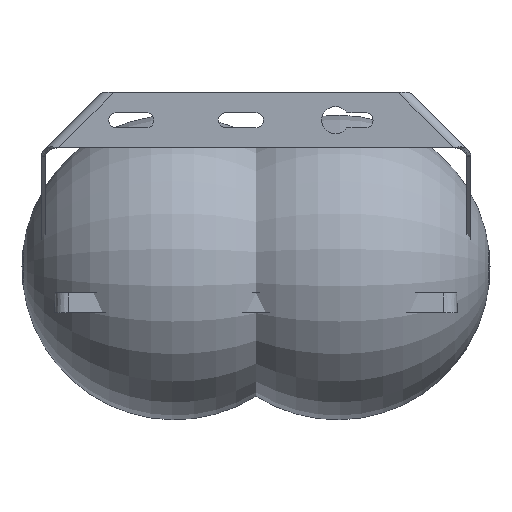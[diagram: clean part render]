
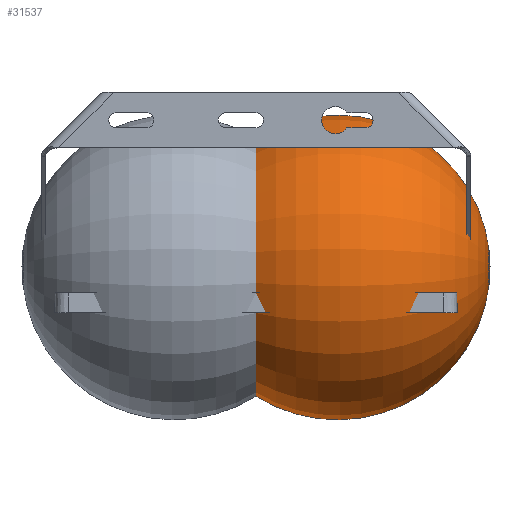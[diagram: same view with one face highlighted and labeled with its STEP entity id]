
A CAD part, front view. The second image highlights one B-rep face of the part: STEP entity #31537.
In plain terms, the highlighted toroidal (fillet/blend) face has major radius 0.084 mm and minor radius 111.349 mm.
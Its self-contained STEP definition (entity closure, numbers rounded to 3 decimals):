
#771 = DIRECTION ( 'NONE',  ( 0., 0., 1. ) ) ;
#2601 = CIRCLE ( 'NONE', #27813, 14.376 ) ;
#15180 = EDGE_CURVE ( 'NONE', #46477, #46477, #2601, .T. ) ;
#21016 = TOROIDAL_SURFACE ( 'NONE', #24012, 0.084, 111.349 ) ;
#24012 = AXIS2_PLACEMENT_3D ( 'NONE', #30845, #24802, #59229 ) ;
#24092 = EDGE_LOOP ( 'NONE', ( #52432 ) ) ;
#24802 = DIRECTION ( 'NONE',  ( -1., 0., 0. ) ) ;
#27813 = AXIS2_PLACEMENT_3D ( 'NONE', #71762, #44414, #771 ) ;
#30845 = CARTESIAN_POINT ( 'NONE',  ( 59.561, 121.083, -107.573 ) ) ;
#31537 = ADVANCED_FACE ( 'NONE', ( #45760 ), #21016, .T. ) ;
#44414 = DIRECTION ( 'NONE',  ( -1., 0., 0. ) ) ;
#45554 = CARTESIAN_POINT ( 'NONE',  ( 169.989, 121.083, -93.197 ) ) ;
#45760 = FACE_OUTER_BOUND ( 'NONE', #24092, .T. ) ;
#46477 = VERTEX_POINT ( 'NONE', #45554 ) ;
#52432 = ORIENTED_EDGE ( 'NONE', *, *, #15180, .F. ) ;
#59229 = DIRECTION ( 'NONE',  ( 0., 0., 1. ) ) ;
#71762 = CARTESIAN_POINT ( 'NONE',  ( 169.989, 121.083, -107.573 ) ) ;
